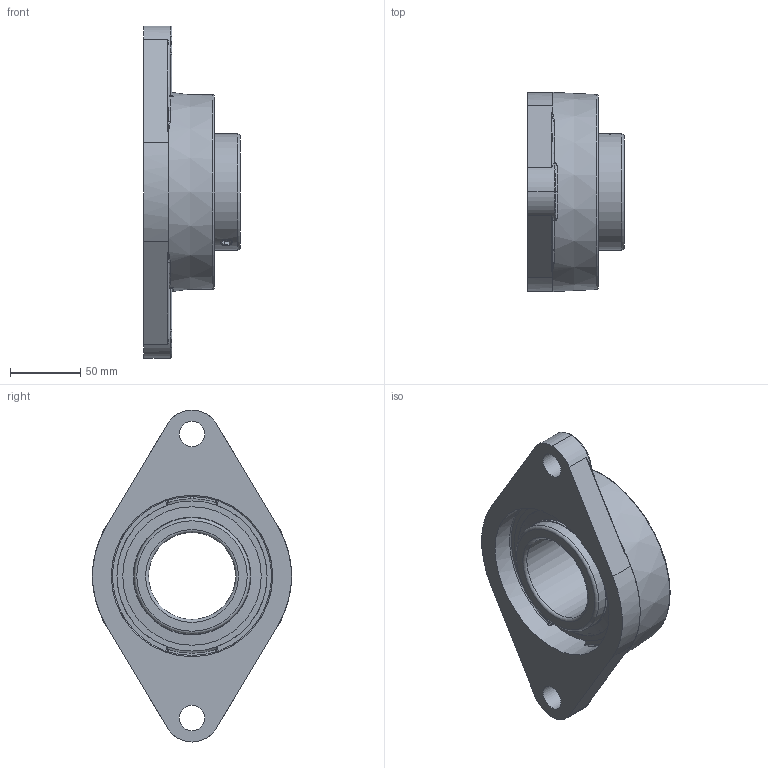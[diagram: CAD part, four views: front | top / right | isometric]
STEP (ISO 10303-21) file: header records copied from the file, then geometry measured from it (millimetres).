
FILE_DESCRIPTION(('HOOPS Exchange Step'),'2;1');
FILE_NAME('export-710EFBA2-E1F7-4E03-B1C1-C9C33B162D39.stp','2020-05-29T11:10:38-07:00',('dkerr'),('Alibre'),'HOOPS Exchange 2020.0','Alibre','Unknown authorisation');
FILE_SCHEMA( ('AP242_MANAGED_MODEL_BASED_3D_ENGINEERING_MIM_LF {1 0 10303 442 1 1 4 }') );
Length unit declared in the file: inch
Products named in the file (7): MRN SFTM L4L 212; MRN SUC 212-39 L4L (2.4375) (Race); MRN SUC 212 L4L (Ball); MRN SUC 212 L4L (Shield); MRN SUC 212 L4L (Set Screw); MRN SUC 212-39 L4L (2.4375); MRN SUCSFTM 212-39 L4L (2.4375inch)
Assembly tree (7 placements, depth 3):
  MRN SUCSFTM 212-39 L4L (2.4375inch)
    MRN SFTM L4L 212
    MRN SUC 212-39 L4L (2.4375)
      MRN SUC 212-39 L4L (2.4375) (Race)
      MRN SUC 212 L4L (Ball)
      MRN SUC 212 L4L (Shield)
      MRN SUC 212 L4L (Set Screw)  x2
Bounding box: 68.7 x 141.5 x 236 mm (x, y, z)
Volume: 590308.8 mm3; surface area: 144651.2 mm2
Topology: 17 solids, 17 shells, 165 faces, 436 edges, 283 vertices
Faces by surface type: plane 56, cylinder 45, torus 22, sphere 17, bspline 16, cone 9
Full cylindrical faces by diameter (mm): 8.382 x4, 18 x2, 61.912 x1, 82.55 x4, 83.566 x2, 94.498 x2, 98.425 x2, 112.635 x1, 114.635 x1, 120.1 x1
Entity records: 11825 total; most frequent: CARTESIAN_POINT 7864, DIRECTION 820, ORIENTED_EDGE 768, EDGE_CURVE 384, AXIS2_PLACEMENT_3D 355, VERTEX_POINT 266, CIRCLE 196, EDGE_LOOP 176
